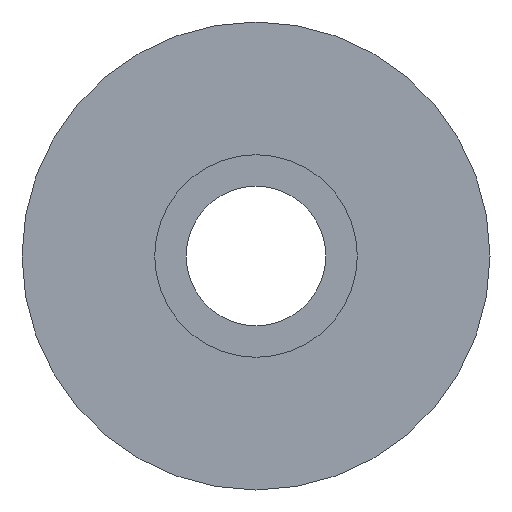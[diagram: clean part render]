
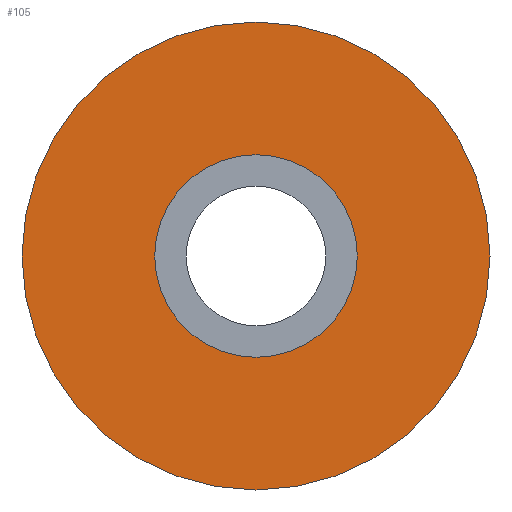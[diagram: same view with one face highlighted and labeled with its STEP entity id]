
A CAD part, front view. The second image highlights one B-rep face of the part: STEP entity #105.
In plain terms, the highlighted planar face has unit normal (0, -1, 0).
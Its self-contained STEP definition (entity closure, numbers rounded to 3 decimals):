
#31 = CYLINDRICAL_SURFACE('',#32,6.7);
#32 = AXIS2_PLACEMENT_3D('',#33,#34,#35);
#33 = CARTESIAN_POINT('',(0.,17.5,0.));
#34 = DIRECTION('',(-0.,-1.,-0.));
#35 = DIRECTION('',(1.,0.,0.));
#56 = VERTEX_POINT('',#57);
#57 = CARTESIAN_POINT('',(6.7,0.,0.));
#78 = EDGE_CURVE('',#56,#56,#79,.T.);
#79 = SURFACE_CURVE('',#80,(#85,#92),.PCURVE_S1.);
#80 = CIRCLE('',#81,6.7);
#81 = AXIS2_PLACEMENT_3D('',#82,#83,#84);
#82 = CARTESIAN_POINT('',(0.,0.,0.));
#83 = DIRECTION('',(0.,-1.,0.));
#84 = DIRECTION('',(1.,0.,0.));
#85 = PCURVE('',#31,#86);
#86 = DEFINITIONAL_REPRESENTATION('',(#87),#91);
#87 = LINE('',#88,#89);
#88 = CARTESIAN_POINT('',(0.,17.5));
#89 = VECTOR('',#90,1.);
#90 = DIRECTION('',(1.,0.));
#91 = ( GEOMETRIC_REPRESENTATION_CONTEXT(2) 
PARAMETRIC_REPRESENTATION_CONTEXT() REPRESENTATION_CONTEXT('2D SPACE',''
  ) );
#92 = PCURVE('',#93,#98);
#93 = PLANE('',#94);
#94 = AXIS2_PLACEMENT_3D('',#95,#96,#97);
#95 = CARTESIAN_POINT('',(0.,0.,0.));
#96 = DIRECTION('',(-0.,-1.,-0.));
#97 = DIRECTION('',(1.,0.,0.));
#98 = DEFINITIONAL_REPRESENTATION('',(#99),#103);
#99 = CIRCLE('',#100,6.7);
#100 = AXIS2_PLACEMENT_2D('',#101,#102);
#101 = CARTESIAN_POINT('',(0.,0.));
#102 = DIRECTION('',(1.,0.));
#103 = ( GEOMETRIC_REPRESENTATION_CONTEXT(2) 
PARAMETRIC_REPRESENTATION_CONTEXT() REPRESENTATION_CONTEXT('2D SPACE',''
  ) );
#105 = ADVANCED_FACE('',(#106,#109),#93,.T.);
#106 = FACE_BOUND('',#107,.T.);
#107 = EDGE_LOOP('',(#108));
#108 = ORIENTED_EDGE('',*,*,#78,.T.);
#109 = FACE_BOUND('',#110,.T.);
#110 = EDGE_LOOP('',(#111));
#111 = ORIENTED_EDGE('',*,*,#112,.F.);
#112 = EDGE_CURVE('',#113,#113,#115,.T.);
#113 = VERTEX_POINT('',#114);
#114 = CARTESIAN_POINT('',(2.9,0.,0.));
#115 = SURFACE_CURVE('',#116,(#121,#128),.PCURVE_S1.);
#116 = CIRCLE('',#117,2.9);
#117 = AXIS2_PLACEMENT_3D('',#118,#119,#120);
#118 = CARTESIAN_POINT('',(0.,0.,0.));
#119 = DIRECTION('',(0.,-1.,0.));
#120 = DIRECTION('',(1.,0.,0.));
#121 = PCURVE('',#93,#122);
#122 = DEFINITIONAL_REPRESENTATION('',(#123),#127);
#123 = CIRCLE('',#124,2.9);
#124 = AXIS2_PLACEMENT_2D('',#125,#126);
#125 = CARTESIAN_POINT('',(0.,0.));
#126 = DIRECTION('',(1.,0.));
#127 = ( GEOMETRIC_REPRESENTATION_CONTEXT(2) 
PARAMETRIC_REPRESENTATION_CONTEXT() REPRESENTATION_CONTEXT('2D SPACE',''
  ) );
#128 = PCURVE('',#129,#134);
#129 = CYLINDRICAL_SURFACE('',#130,2.9);
#130 = AXIS2_PLACEMENT_3D('',#131,#132,#133);
#131 = CARTESIAN_POINT('',(0.,0.,0.));
#132 = DIRECTION('',(0.,1.,0.));
#133 = DIRECTION('',(1.,0.,0.));
#134 = DEFINITIONAL_REPRESENTATION('',(#135),#139);
#135 = LINE('',#136,#137);
#136 = CARTESIAN_POINT('',(-0.,0.));
#137 = VECTOR('',#138,1.);
#138 = DIRECTION('',(-1.,0.));
#139 = ( GEOMETRIC_REPRESENTATION_CONTEXT(2) 
PARAMETRIC_REPRESENTATION_CONTEXT() REPRESENTATION_CONTEXT('2D SPACE',''
  ) );
